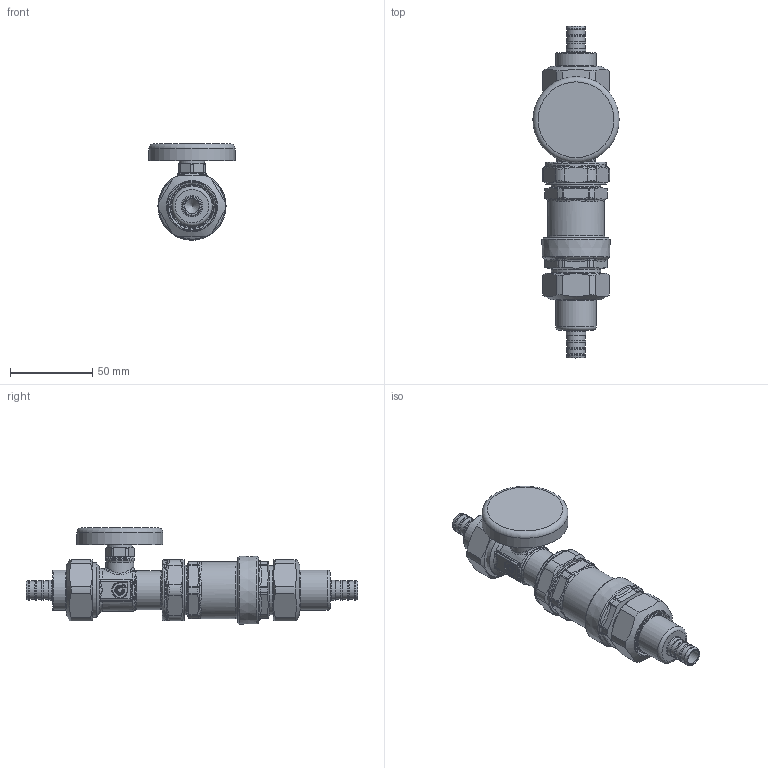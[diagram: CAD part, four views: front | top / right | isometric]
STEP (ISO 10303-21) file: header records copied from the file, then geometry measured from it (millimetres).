
FILE_DESCRIPTION(/* description */ (''),/* implementation_level */ '2;1');
FILE_NAME(/* name */ '127145AFC_Simplify_1.stp',/* time_stamp */ '2025-07-24T14:22:06-05:00',/* author */ ('ischreiner'),/* organization */ (''),/* preprocessor_version */ 'ST-DEVELOPER v20',/* originating_system */ 'Autodesk Inventor 2025',/* authorisation */ '');
FILE_SCHEMA (('AUTOMOTIVE_DESIGN { 1 0 10303 214 3 1 1 }'));
Length unit declared in the file: inch
Products named in the file (1): 127145AFC_Simplify_1
Bounding box: 52.32 x 201.4 x 58.6 mm (x, y, z)
Volume: 113211.7 mm3; surface area: 52663.6 mm2
Topology: 6 solids, 6 shells, 793 faces, 1822 edges, 1027 vertices
Faces by surface type: cylinder 231, bspline 172, plane 147, torus 109, cone 96, sphere 38
Full cylindrical faces by diameter (mm): 9.017 x2, 11.176 x6, 11.963 x8, 15.24 x1, 15.875 x1, 17 x1, 18 x1, 20.066 x1, 20.091 x2, 20.574 x1, 20.6 x1, 21 x2, 22 x1, 23.5 x1, 24 x1, 24.1 x2, 24.384 x1, 24.435 x1, 25 x2, 26.416 x1, 26.452 x1, 26.924 x2, 28.3 x2, 28.5 x1, 28.6 x1, 29.6 x1, 29.972 x2, 30 x4, 30.2 x1, 30.302 x2
Entity records: 33130 total; most frequent: CARTESIAN_POINT 15434, ORIENTED_EDGE 3534, DIRECTION 3505, EDGE_CURVE 1767, AXIS2_PLACEMENT_3D 1521, VERTEX_POINT 1027, EDGE_LOOP 848, STYLED_ITEM 799
